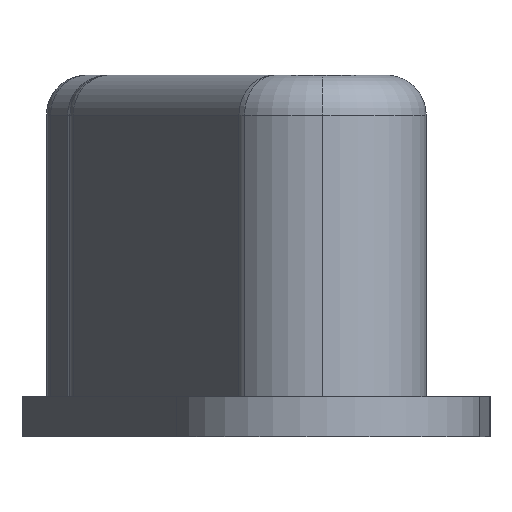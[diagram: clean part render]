
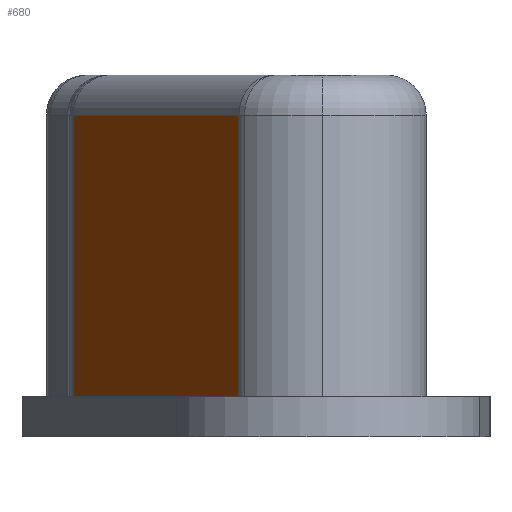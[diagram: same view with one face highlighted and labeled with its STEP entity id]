
A CAD part, left-side view. The second image highlights one B-rep face of the part: STEP entity #680.
In plain terms, the highlighted planar face has unit normal (-0.443, 0.896, 0).
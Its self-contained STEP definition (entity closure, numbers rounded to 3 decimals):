
#66 = VERTEX_POINT ( 'NONE', #256 ) ;
#81 = EDGE_CURVE ( 'NONE', #66, #676, #573, .T. ) ;
#194 = CARTESIAN_POINT ( 'NONE',  ( -68.58, 15.311, 7. ) ) ;
#256 = CARTESIAN_POINT ( 'NONE',  ( -68.58, 15.311, 0. ) ) ;
#320 = LINE ( 'NONE', #758, #1215 ) ;
#341 = DIRECTION ( 'NONE',  ( 0.897, 0.443, 0. ) ) ;
#405 = VERTEX_POINT ( 'NONE', #1777 ) ;
#431 = LINE ( 'NONE', #726, #1689 ) ;
#449 = CARTESIAN_POINT ( 'NONE',  ( -60.136, 19.483, 0. ) ) ;
#475 = DIRECTION ( 'NONE',  ( 0.897, 0.443, 0. ) ) ;
#496 = PLANE ( 'NONE',  #720 ) ;
#508 = CARTESIAN_POINT ( 'NONE',  ( -60.235, 19.434, 0. ) ) ;
#567 = EDGE_CURVE ( 'NONE', #405, #851, #431, .T. ) ;
#573 = LINE ( 'NONE', #1535, #1245 ) ;
#575 = ORIENTED_EDGE ( 'NONE', *, *, #660, .T. ) ;
#585 = ORIENTED_EDGE ( 'NONE', *, *, #1388, .T. ) ;
#660 = EDGE_CURVE ( 'NONE', #676, #405, #320, .T. ) ;
#676 = VERTEX_POINT ( 'NONE', #194 ) ;
#680 = ADVANCED_FACE ( 'NONE', ( #905 ), #496, .F. ) ;
#720 = AXIS2_PLACEMENT_3D ( 'NONE', #1173, #1599, #341 ) ;
#726 = CARTESIAN_POINT ( 'NONE',  ( -60.235, 19.434, 8. ) ) ;
#758 = CARTESIAN_POINT ( 'NONE',  ( -60.136, 19.483, 7. ) ) ;
#851 = VERTEX_POINT ( 'NONE', #508 ) ;
#859 = DIRECTION ( 'NONE',  ( -0.897, -0.443, 0. ) ) ;
#905 = FACE_OUTER_BOUND ( 'NONE', #1789, .T. ) ;
#934 = ORIENTED_EDGE ( 'NONE', *, *, #81, .T. ) ;
#1101 = ORIENTED_EDGE ( 'NONE', *, *, #567, .T. ) ;
#1173 = CARTESIAN_POINT ( 'NONE',  ( -60.136, 19.483, 8. ) ) ;
#1215 = VECTOR ( 'NONE', #475, 1000. ) ;
#1245 = VECTOR ( 'NONE', #1401, 1000. ) ;
#1285 = DIRECTION ( 'NONE',  ( 0., 0., -1. ) ) ;
#1388 = EDGE_CURVE ( 'NONE', #851, #66, #1814, .T. ) ;
#1401 = DIRECTION ( 'NONE',  ( 0., 0., 1. ) ) ;
#1535 = CARTESIAN_POINT ( 'NONE',  ( -68.58, 15.311, 8. ) ) ;
#1599 = DIRECTION ( 'NONE',  ( 0.443, -0.897, 0. ) ) ;
#1654 = VECTOR ( 'NONE', #859, 1000. ) ;
#1689 = VECTOR ( 'NONE', #1285, 1000. ) ;
#1777 = CARTESIAN_POINT ( 'NONE',  ( -60.235, 19.434, 7. ) ) ;
#1789 = EDGE_LOOP ( 'NONE', ( #575, #1101, #585, #934 ) ) ;
#1814 = LINE ( 'NONE', #449, #1654 ) ;
